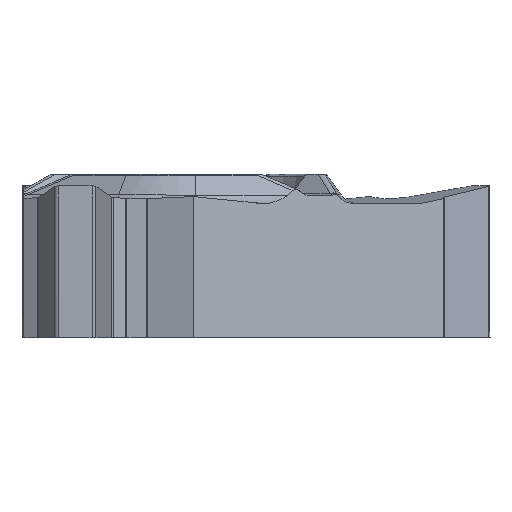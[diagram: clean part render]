
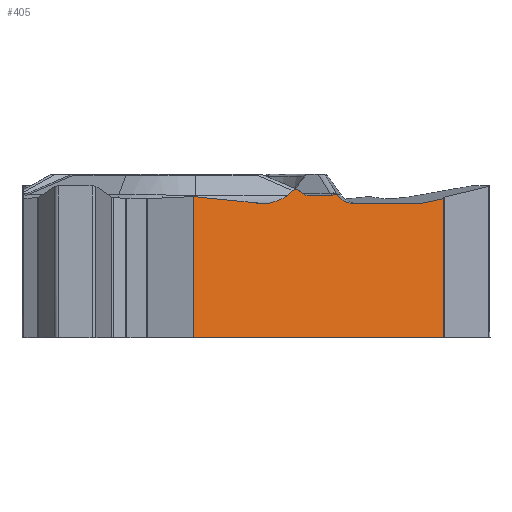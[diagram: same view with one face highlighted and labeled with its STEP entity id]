
A CAD part, front view. The second image highlights one B-rep face of the part: STEP entity #405.
In plain terms, the highlighted planar face has unit normal (0.5, -0.866, 0).
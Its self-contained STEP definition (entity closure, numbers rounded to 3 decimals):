
#191=FACE_OUTER_BOUND('',#621,.T.);
#300=ELLIPSE('',#2745,0.309,0.3);
#303=ELLIPSE('',#2750,0.309,0.3);
#305=ELLIPSE('',#2756,1.5,0.75);
#306=ELLIPSE('',#2759,0.884,0.75);
#307=ELLIPSE('',#2761,0.304,0.205);
#326=ELLIPSE('',#2829,1.5,0.75);
#405=ADVANCED_FACE('',(#191),#528,.F.);
#528=PLANE('',#2830);
#621=EDGE_LOOP('',(#1083,#1084,#1085,#1086,#1087,#1088,#1089,#1090,#1091,
#1092,#1093,#1094,#1095,#1096,#1097,#1098,#1099));
#743=CIRCLE('',#2752,0.75);
#1083=ORIENTED_EDGE('',*,*,#2039,.T.);
#1084=ORIENTED_EDGE('',*,*,#2040,.T.);
#1085=ORIENTED_EDGE('',*,*,#2041,.T.);
#1086=ORIENTED_EDGE('',*,*,#1944,.T.);
#1087=ORIENTED_EDGE('',*,*,#1930,.T.);
#1088=ORIENTED_EDGE('',*,*,#1910,.T.);
#1089=ORIENTED_EDGE('',*,*,#1939,.T.);
#1090=ORIENTED_EDGE('',*,*,#1942,.F.);
#1091=ORIENTED_EDGE('',*,*,#1928,.T.);
#1092=ORIENTED_EDGE('',*,*,#1897,.T.);
#1093=ORIENTED_EDGE('',*,*,#1918,.T.);
#1094=ORIENTED_EDGE('',*,*,#1923,.T.);
#1095=ORIENTED_EDGE('',*,*,#1940,.F.);
#1096=ORIENTED_EDGE('',*,*,#1915,.T.);
#1097=ORIENTED_EDGE('',*,*,#1935,.T.);
#1098=ORIENTED_EDGE('',*,*,#2042,.T.);
#1099=ORIENTED_EDGE('',*,*,#2043,.T.);
#1650=VERTEX_POINT('',#4187);
#1651=VERTEX_POINT('',#4189);
#1660=VERTEX_POINT('',#4210);
#1663=VERTEX_POINT('',#4215);
#1664=VERTEX_POINT('',#4219);
#1668=VERTEX_POINT('',#4226);
#1670=VERTEX_POINT('',#4241);
#1674=VERTEX_POINT('',#4257);
#1675=VERTEX_POINT('',#4264);
#1679=VERTEX_POINT('',#4284);
#1682=VERTEX_POINT('',#4292);
#1685=VERTEX_POINT('',#4303);
#1686=VERTEX_POINT('',#4336);
#1746=VERTEX_POINT('',#4857);
#1747=VERTEX_POINT('',#4858);
#1748=VERTEX_POINT('',#4860);
#1749=VERTEX_POINT('',#4863);
#1897=EDGE_CURVE('',#1651,#1650,#2295,.T.);
#1910=EDGE_CURVE('',#1660,#1663,#2303,.T.);
#1915=EDGE_CURVE('',#1664,#1668,#2308,.T.);
#1918=EDGE_CURVE('',#1650,#1670,#300,.T.);
#1923=EDGE_CURVE('',#1670,#1674,#2312,.T.);
#1928=EDGE_CURVE('',#1675,#1651,#303,.T.);
#1930=EDGE_CURVE('',#1679,#1660,#743,.T.);
#1935=EDGE_CURVE('',#1668,#1682,#305,.T.);
#1939=EDGE_CURVE('',#1663,#1685,#306,.T.);
#1940=EDGE_CURVE('',#1664,#1674,#307,.T.);
#1942=EDGE_CURVE('',#1675,#1685,#2663,.T.);
#1944=EDGE_CURVE('',#1686,#1679,#2318,.T.);
#2039=EDGE_CURVE('',#1746,#1747,#2349,.T.);
#2040=EDGE_CURVE('',#1747,#1748,#2350,.T.);
#2041=EDGE_CURVE('',#1748,#1686,#2351,.T.);
#2042=EDGE_CURVE('',#1682,#1749,#326,.T.);
#2043=EDGE_CURVE('',#1749,#1746,#2352,.T.);
#2295=LINE('',#4188,#2475);
#2303=LINE('',#4216,#2483);
#2308=LINE('',#4227,#2488);
#2312=LINE('',#4258,#2492);
#2318=LINE('',#4335,#2498);
#2349=LINE('',#4856,#2529);
#2350=LINE('',#4859,#2530);
#2351=LINE('',#4861,#2531);
#2352=LINE('',#4864,#2532);
#2475=VECTOR('',#3034,1.);
#2483=VECTOR('',#3056,1.);
#2488=VECTOR('',#3063,1.);
#2492=VECTOR('',#3075,1.);
#2498=VECTOR('',#3115,1.);
#2529=VECTOR('',#3274,1.);
#2530=VECTOR('',#3275,1.);
#2531=VECTOR('',#3276,1.);
#2532=VECTOR('',#3279,1.);
#2663=B_SPLINE_CURVE_WITH_KNOTS('',3,(#4309,#4310,#4311,#4312,#4313,#4314,
#4315,#4316,#4317,#4318,#4319,#4320,#4321),.UNSPECIFIED.,.F.,.F.,(4,3,3,
3,4),(0.,0.307,0.616,0.896,1.),
 .UNSPECIFIED.);
#2745=AXIS2_PLACEMENT_3D('',#4242,#3067,#3068);
#2750=AXIS2_PLACEMENT_3D('',#4280,#3081,#3082);
#2752=AXIS2_PLACEMENT_3D('',#4283,#3086,#3087);
#2756=AXIS2_PLACEMENT_3D('',#4293,#3096,#3097);
#2759=AXIS2_PLACEMENT_3D('',#4304,#3103,#3104);
#2761=AXIS2_PLACEMENT_3D('',#4306,#3107,#3108);
#2829=AXIS2_PLACEMENT_3D('',#4862,#3277,#3278);
#2830=AXIS2_PLACEMENT_3D('',#4865,#3280,#3281);
#3034=DIRECTION('',(-0.866,-0.5,0.));
#3056=DIRECTION('',(-0.866,-0.5,0.));
#3063=DIRECTION('',(-0.705,-0.407,-0.581));
#3067=DIRECTION('',(-0.5,0.866,0.));
#3068=DIRECTION('',(-0.866,-0.5,0.));
#3075=DIRECTION('',(-0.672,-0.388,0.631));
#3081=DIRECTION('',(-0.5,0.866,0.));
#3082=DIRECTION('',(-0.866,-0.5,0.));
#3086=DIRECTION('',(-0.5,0.866,0.));
#3087=DIRECTION('',(-0.866,-0.5,0.));
#3096=DIRECTION('',(-0.5,0.866,0.));
#3097=DIRECTION('',(-0.866,-0.5,0.));
#3103=DIRECTION('',(-0.5,0.866,0.));
#3104=DIRECTION('',(-0.866,-0.5,0.));
#3107=DIRECTION('',(-0.5,0.866,0.));
#3108=DIRECTION('',(0.743,0.429,-0.514));
#3115=DIRECTION('',(-0.853,-0.492,-0.174));
#3274=DIRECTION('',(0.,0.,-1.));
#3275=DIRECTION('',(0.866,0.5,0.));
#3276=DIRECTION('',(0.,0.,1.));
#3277=DIRECTION('',(-0.5,0.866,0.));
#3278=DIRECTION('',(-0.866,-0.5,0.));
#3279=DIRECTION('',(-0.863,-0.498,0.088));
#3280=DIRECTION('',(-0.5,0.866,0.));
#3281=DIRECTION('',(-0.866,-0.5,0.));
#4187=CARTESIAN_POINT('',(4.156,-4.933,-0.31));
#4188=CARTESIAN_POINT('',(3.175,-5.499,-0.31));
#4189=CARTESIAN_POINT('',(4.937,-4.482,-0.31));
#4210=CARTESIAN_POINT('',(8.225,-2.583,-0.6));
#4215=CARTESIAN_POINT('',(5.849,-3.955,-0.6));
#4216=CARTESIAN_POINT('',(3.175,-5.499,-0.6));
#4219=CARTESIAN_POINT('',(3.593,-5.258,-0.121));
#4226=CARTESIAN_POINT('',(3.378,-5.382,-0.299));
#4227=CARTESIAN_POINT('',(13.605,0.522,8.134));
#4241=CARTESIAN_POINT('',(3.984,-5.032,-0.24));
#4242=CARTESIAN_POINT('',(4.156,-4.933,-0.01));
#4257=CARTESIAN_POINT('',(3.921,-5.068,-0.181));
#4258=CARTESIAN_POINT('',(-7.205,-11.492,10.279));
#4264=CARTESIAN_POINT('',(5.047,-4.418,-0.283));
#4280=CARTESIAN_POINT('',(4.937,-4.482,-0.01));
#4283=CARTESIAN_POINT('',(8.225,-2.583,0.15));
#4284=CARTESIAN_POINT('',(8.338,-2.518,-0.589));
#4292=CARTESIAN_POINT('',(2.599,-5.832,-0.6));
#4293=CARTESIAN_POINT('',(2.314,-5.996,0.132));
#4303=CARTESIAN_POINT('',(5.254,-4.299,-0.322));
#4304=CARTESIAN_POINT('',(5.849,-3.955,0.15));
#4306=CARTESIAN_POINT('',(3.785,-5.147,-0.32));
#4309=CARTESIAN_POINT('',(5.047,-4.418,-0.283));
#4310=CARTESIAN_POINT('',(5.068,-4.406,-0.273));
#4311=CARTESIAN_POINT('',(5.091,-4.393,-0.266));
#4312=CARTESIAN_POINT('',(5.113,-4.38,-0.264));
#4313=CARTESIAN_POINT('',(5.136,-4.367,-0.261));
#4314=CARTESIAN_POINT('',(5.16,-4.353,-0.264));
#4315=CARTESIAN_POINT('',(5.181,-4.341,-0.271));
#4316=CARTESIAN_POINT('',(5.201,-4.329,-0.278));
#4317=CARTESIAN_POINT('',(5.221,-4.318,-0.289));
#4318=CARTESIAN_POINT('',(5.237,-4.309,-0.304));
#4319=CARTESIAN_POINT('',(5.243,-4.305,-0.31));
#4320=CARTESIAN_POINT('',(5.249,-4.302,-0.316));
#4321=CARTESIAN_POINT('',(5.254,-4.299,-0.322));
#4335=CARTESIAN_POINT('',(7.12,-3.221,-0.837));
#4336=CARTESIAN_POINT('',(9.166,-2.04,-0.42));
#4856=CARTESIAN_POINT('',(-0.068,-7.372,25.));
#4857=CARTESIAN_POINT('',(-0.068,-7.372,-0.34));
#4858=CARTESIAN_POINT('',(-0.068,-7.372,-5.56));
#4859=CARTESIAN_POINT('',(3.175,-5.499,-5.56));
#4860=CARTESIAN_POINT('',(9.166,-2.04,-5.56));
#4861=CARTESIAN_POINT('',(9.166,-2.04,25.));
#4862=CARTESIAN_POINT('',(2.599,-5.832,0.15));
#4863=CARTESIAN_POINT('',(2.374,-5.962,-0.589));
#4864=CARTESIAN_POINT('',(-3.33,-9.255,-0.008));
#4865=CARTESIAN_POINT('',(3.175,-5.499,25.));
